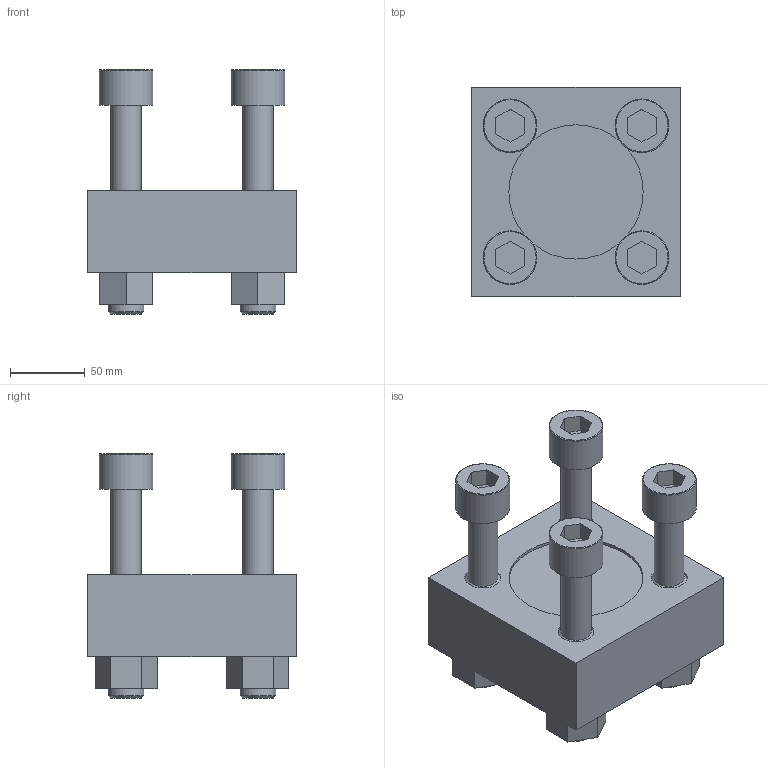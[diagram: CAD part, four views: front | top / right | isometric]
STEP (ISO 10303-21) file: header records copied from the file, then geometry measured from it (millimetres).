
FILE_DESCRIPTION(/* description */ ('STEP AP203'),/* implementation_level */ '2;1');
FILE_NAME(/* name */ 'Counter Blind Flange FGB 32-6-01',/* time_stamp */ '2025-01-17T14:37:21+01:00',/* author */ ('License CC BY-ND 4.0'),/* organization */ ('CADENAS'),/* preprocessor_version */ 'ST-DEVELOPER v19.3',/* originating_system */ 'PARTsolutions',/* authorisation */ ' ');
FILE_SCHEMA (('CONFIG_CONTROL_DESIGN'));
Length unit declared in the file: millimetre
Products named in the file (1): Gegen-Blindflansch FGB 32-6-01
Bounding box: 140 x 140 x 164 mm (x, y, z)
Volume: 1329210 mm3; surface area: 117697.4 mm2
Topology: 1 solids, 1 shells, 104 faces, 236 edges, 155 vertices
Faces by surface type: plane 75, cylinder 17, cone 8, torus 4
Full cylindrical faces by diameter (mm): 20.319 x4, 24 x8, 36 x4, 90 x1
Entity records: 2690 total; most frequent: DIRECTION 450, CARTESIAN_POINT 449, ORIENTED_EDGE 396, EDGE_CURVE 198, LINE 156, VECTOR 156, EDGE_LOOP 154, FACE_BOUND 154
